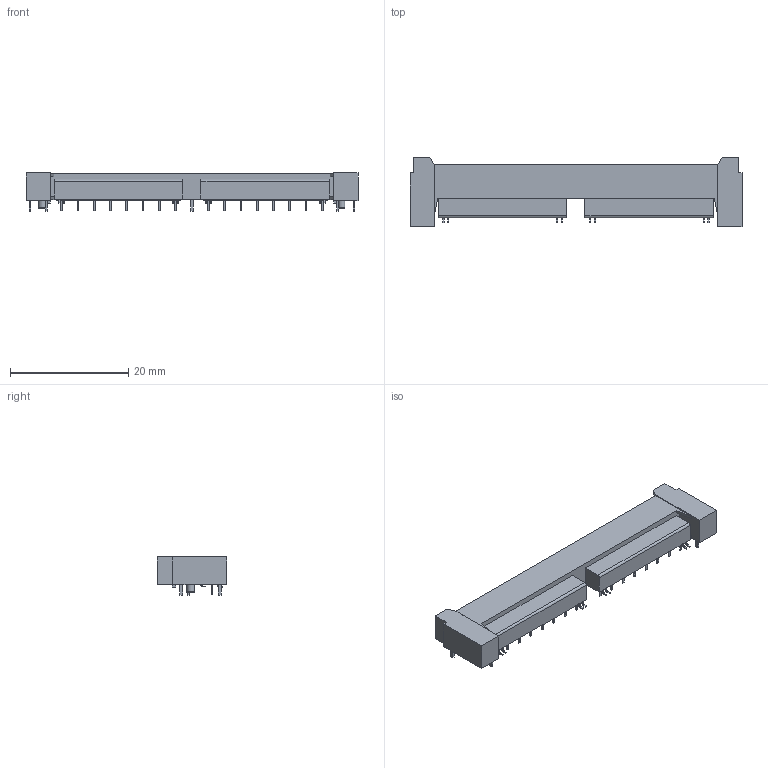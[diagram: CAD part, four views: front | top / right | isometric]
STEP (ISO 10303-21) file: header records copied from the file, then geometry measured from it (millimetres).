
FILE_DESCRIPTION(/* description */ (''),/* implementation_level */ '2;1');
FILE_NAME(/* name */ 'SAMTEC_QRF8-052-01-L-RA-GP-K.stp',/* time_stamp */ '2017-08-08T14:27:07+02:00',/* author */ ('jchouvet'),/* organization */ (''),/* preprocessor_version */ 'ST-DEVELOPER v16.1',/* originating_system */ 'AutoCAD Mechanical',/* authorisation */ ' ');
FILE_SCHEMA (('AUTOMOTIVE_DESIGN { 1 0 10303 214 3 1 1 }'));
Length unit declared in the file: millimetre
Products named in the file (1): Product
Bounding box: 56.15 x 11.76 x 6.46 mm (x, y, z)
Volume: 1586.1 mm3; surface area: 2927.7 mm2
Topology: 58 solids, 58 shells, 1199 faces, 3229 edges, 2150 vertices
Faces by surface type: plane 1089, cylinder 107, torus 3
Full cylindrical faces by diameter (mm): 1.32 x1
Entity records: 36926 total; most frequent: CARTESIAN_POINT 6575, ORIENTED_EDGE 6452, DIRECTION 5843, EDGE_CURVE 3226, LINE 3009, VECTOR 3009, VERTEX_POINT 2149, AXIS2_PLACEMENT_3D 1417
